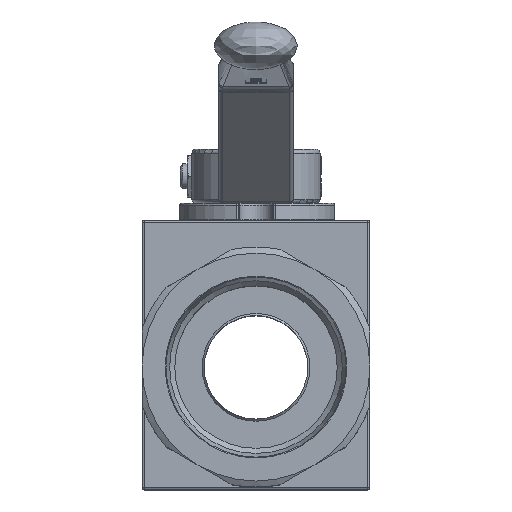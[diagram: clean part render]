
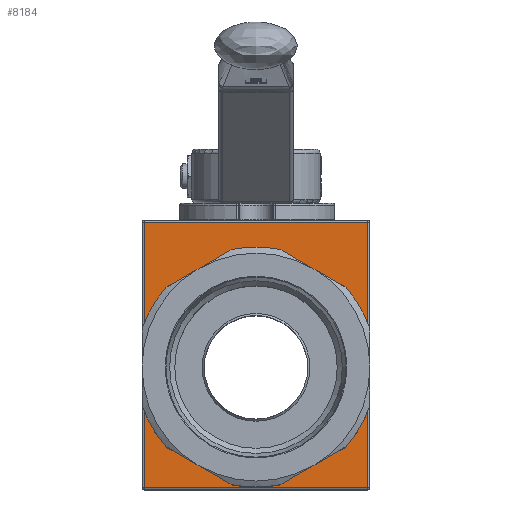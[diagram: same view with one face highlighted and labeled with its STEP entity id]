
A CAD part, top view. The second image highlights one B-rep face of the part: STEP entity #8184.
In plain terms, the highlighted planar face has unit normal (0, 0, 1).
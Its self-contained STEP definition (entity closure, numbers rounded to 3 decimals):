
#490=FACE_BOUND('',#1272,.T.);
#540=PLANE('',#8806);
#797=FACE_OUTER_BOUND('',#1271,.T.);
#1271=EDGE_LOOP('',(#5676,#5677,#5678,#5679));
#1272=EDGE_LOOP('',(#5680,#5681));
#1748=LINE('',#12495,#2316);
#1750=LINE('',#12498,#2318);
#1754=LINE('',#12504,#2322);
#1756=LINE('',#12507,#2324);
#2316=VECTOR('',#9893,10.);
#2318=VECTOR('',#9897,10.);
#2322=VECTOR('',#9905,10.);
#2324=VECTOR('',#9909,10.);
#2944=CIRCLE('',#8807,25.85);
#2945=CIRCLE('',#8808,25.85);
#3351=VERTEX_POINT('',#12419);
#3357=VERTEX_POINT('',#12436);
#3360=VERTEX_POINT('',#12443);
#3369=VERTEX_POINT('',#12473);
#3378=VERTEX_POINT('',#12523);
#3379=VERTEX_POINT('',#12524);
#4225=EDGE_CURVE('',#3360,#3369,#1748,.T.);
#4227=EDGE_CURVE('',#3369,#3357,#1750,.T.);
#4231=EDGE_CURVE('',#3351,#3360,#1754,.T.);
#4233=EDGE_CURVE('',#3357,#3351,#1756,.T.);
#4239=EDGE_CURVE('',#3378,#3379,#2944,.T.);
#4240=EDGE_CURVE('',#3379,#3378,#2945,.T.);
#5676=ORIENTED_EDGE('',*,*,#4225,.F.);
#5677=ORIENTED_EDGE('',*,*,#4231,.F.);
#5678=ORIENTED_EDGE('',*,*,#4233,.F.);
#5679=ORIENTED_EDGE('',*,*,#4227,.F.);
#5680=ORIENTED_EDGE('',*,*,#4239,.T.);
#5681=ORIENTED_EDGE('',*,*,#4240,.T.);
#8184=ADVANCED_FACE('',(#797,#490),#540,.T.);
#8806=AXIS2_PLACEMENT_3D('',#12522,#9929,#9930);
#8807=AXIS2_PLACEMENT_3D('',#12525,#9931,#9932);
#8808=AXIS2_PLACEMENT_3D('',#12526,#9933,#9934);
#9893=DIRECTION('',(1.,0.,0.));
#9897=DIRECTION('',(0.,-1.,0.));
#9905=DIRECTION('',(0.,1.,0.));
#9909=DIRECTION('',(-1.,0.,0.));
#9929=DIRECTION('center_axis',(0.,0.,1.));
#9930=DIRECTION('ref_axis',(1.,0.,0.));
#9931=DIRECTION('center_axis',(0.,0.,-1.));
#9932=DIRECTION('ref_axis',(0.,1.,0.));
#9933=DIRECTION('center_axis',(0.,0.,-1.));
#9934=DIRECTION('ref_axis',(0.,1.,0.));
#12419=CARTESIAN_POINT('',(-25.182,-38.679,33.25));
#12436=CARTESIAN_POINT('',(28.818,-38.679,33.25));
#12443=CARTESIAN_POINT('',(-25.182,25.321,33.25));
#12473=CARTESIAN_POINT('',(28.818,25.321,33.25));
#12495=CARTESIAN_POINT('',(15.568,25.321,33.25));
#12498=CARTESIAN_POINT('',(28.818,-22.929,33.25));
#12504=CARTESIAN_POINT('',(-25.182,9.571,33.25));
#12507=CARTESIAN_POINT('',(-11.932,-38.679,33.25));
#12522=CARTESIAN_POINT('Origin',(1.818,-6.679,33.25));
#12523=CARTESIAN_POINT('',(1.818,16.171,33.25));
#12524=CARTESIAN_POINT('',(1.818,-35.529,33.25));
#12525=CARTESIAN_POINT('Origin',(1.818,-9.679,33.25));
#12526=CARTESIAN_POINT('Origin',(1.818,-9.679,33.25));
